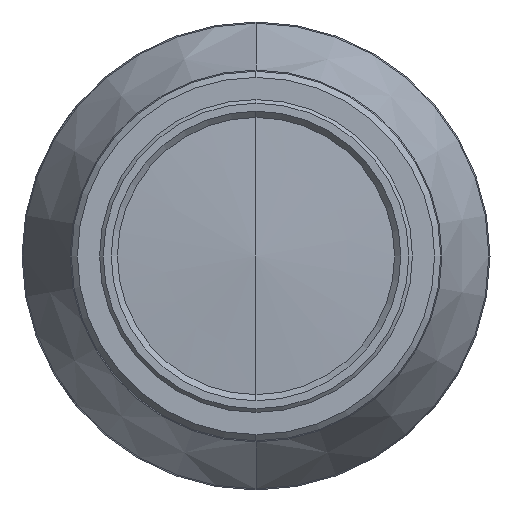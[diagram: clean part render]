
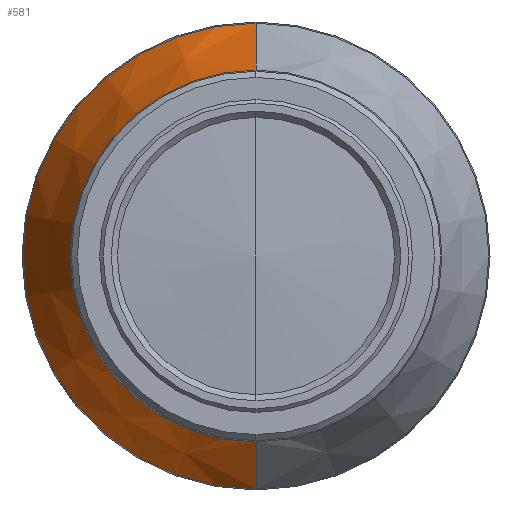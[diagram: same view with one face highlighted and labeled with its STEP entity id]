
A CAD part, left-side view. The second image highlights one B-rep face of the part: STEP entity #581.
In plain terms, the highlighted conical face has half-angle 25 degrees and reference radius 15.094 mm.
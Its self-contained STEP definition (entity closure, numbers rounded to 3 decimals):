
#21 = CARTESIAN_POINT ( 'NONE',  ( 13.201, 0., -15.094 ) ) ;
#31 = DIRECTION ( 'NONE',  ( 1., 0., 0. ) ) ;
#51 = VERTEX_POINT ( 'NONE', #394 ) ;
#89 = ORIENTED_EDGE ( 'NONE', *, *, #624, .F. ) ;
#97 = VECTOR ( 'NONE', #566, 1000. ) ;
#100 = ORIENTED_EDGE ( 'NONE', *, *, #435, .F. ) ;
#224 = CARTESIAN_POINT ( 'NONE',  ( 21.377, 0., 0. ) ) ;
#230 = CIRCLE ( 'NONE', #503, 15.094 ) ;
#275 = VERTEX_POINT ( 'NONE', #421 ) ;
#283 = CARTESIAN_POINT ( 'NONE',  ( 13.201, 0., 0. ) ) ;
#314 = VERTEX_POINT ( 'NONE', #414 ) ;
#368 = LINE ( 'NONE', #441, #97 ) ;
#394 = CARTESIAN_POINT ( 'NONE',  ( 21.377, 0., 18.906 ) ) ;
#414 = CARTESIAN_POINT ( 'NONE',  ( 21.377, 0., -18.906 ) ) ;
#420 = AXIS2_PLACEMENT_3D ( 'NONE', #224, #830, #471 ) ;
#421 = CARTESIAN_POINT ( 'NONE',  ( 13.201, 0., -15.094 ) ) ;
#435 = EDGE_CURVE ( 'NONE', #275, #314, #913, .T. ) ;
#441 = CARTESIAN_POINT ( 'NONE',  ( 13.201, 0., 15.094 ) ) ;
#443 = CARTESIAN_POINT ( 'NONE',  ( 13.201, 0., 0. ) ) ;
#451 = DIRECTION ( 'NONE',  ( -1., 0., 0. ) ) ;
#465 = EDGE_LOOP ( 'NONE', ( #89, #799, #1013, #100 ) ) ;
#471 = DIRECTION ( 'NONE',  ( 0., 1., 0. ) ) ;
#503 = AXIS2_PLACEMENT_3D ( 'NONE', #443, #451, #664 ) ;
#506 = CONICAL_SURFACE ( 'NONE', #644, 15.094, 0.436 ) ;
#511 = DIRECTION ( 'NONE',  ( 0., 0., -1. ) ) ;
#518 = CARTESIAN_POINT ( 'NONE',  ( 13.201, 0., 15.094 ) ) ;
#529 = VECTOR ( 'NONE', #645, 1000. ) ;
#551 = EDGE_CURVE ( 'NONE', #592, #51, #368, .T. ) ;
#566 = DIRECTION ( 'NONE',  ( 0.906, 0., 0.423 ) ) ;
#581 = ADVANCED_FACE ( 'NONE', ( #915 ), #506, .T. ) ;
#592 = VERTEX_POINT ( 'NONE', #518 ) ;
#624 = EDGE_CURVE ( 'NONE', #592, #275, #230, .T. ) ;
#644 = AXIS2_PLACEMENT_3D ( 'NONE', #283, #31, #511 ) ;
#645 = DIRECTION ( 'NONE',  ( 0.906, 0., -0.423 ) ) ;
#664 = DIRECTION ( 'NONE',  ( 0., 1., 0. ) ) ;
#710 = EDGE_CURVE ( 'NONE', #314, #51, #777, .T. ) ;
#777 = CIRCLE ( 'NONE', #420, 18.906 ) ;
#799 = ORIENTED_EDGE ( 'NONE', *, *, #551, .T. ) ;
#830 = DIRECTION ( 'NONE',  ( 1., 0., 0. ) ) ;
#913 = LINE ( 'NONE', #21, #529 ) ;
#915 = FACE_OUTER_BOUND ( 'NONE', #465, .T. ) ;
#1013 = ORIENTED_EDGE ( 'NONE', *, *, #710, .F. ) ;
